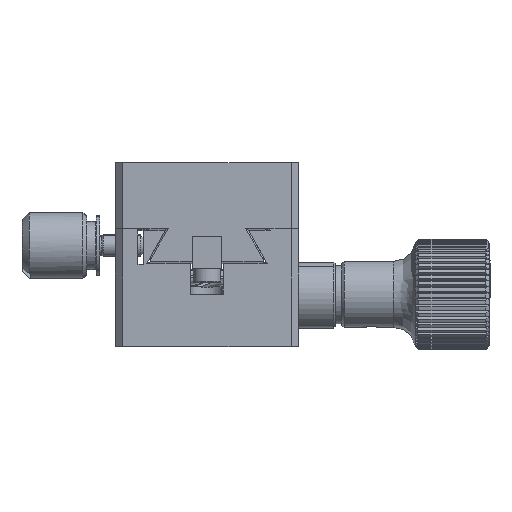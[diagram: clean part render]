
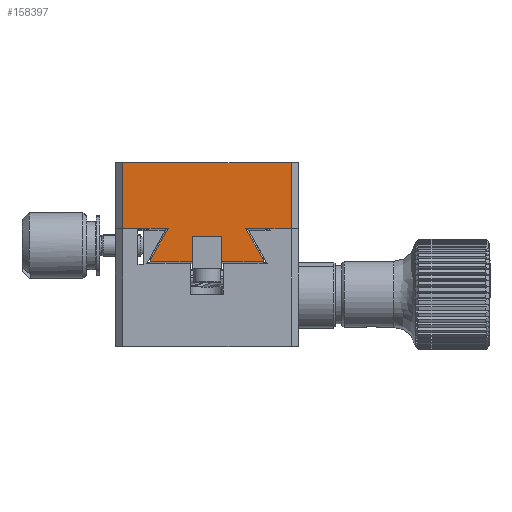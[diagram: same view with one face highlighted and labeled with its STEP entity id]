
A CAD part, top view. The second image highlights one B-rep face of the part: STEP entity #158397.
In plain terms, the highlighted planar face has unit normal (0, 0, 1).
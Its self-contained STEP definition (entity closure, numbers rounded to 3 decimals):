
#4794 = DIRECTION ( 'NONE',  ( 0.5, -0.866, 0. ) ) ;
#7602 = EDGE_CURVE ( 'NONE', #243079, #76562, #33720, .T. ) ;
#8912 = DIRECTION ( 'NONE',  ( -1., 0., 0. ) ) ;
#8993 = VECTOR ( 'NONE', #110586, 1000. ) ;
#10546 = DIRECTION ( 'NONE',  ( -1., 0., 0. ) ) ;
#11324 = CARTESIAN_POINT ( 'NONE',  ( -11.5, 26., 149.645 ) ) ;
#13828 = CARTESIAN_POINT ( 'NONE',  ( 2., 15.9, 149.645 ) ) ;
#16120 = VERTEX_POINT ( 'NONE', #13828 ) ;
#17793 = EDGE_CURVE ( 'NONE', #152934, #161415, #24591, .T. ) ;
#18404 = PLANE ( 'NONE',  #207800 ) ;
#24153 = LINE ( 'NONE', #176320, #245801 ) ;
#24591 = LINE ( 'NONE', #63240, #158434 ) ;
#25038 = VERTEX_POINT ( 'NONE', #145455 ) ;
#30735 = ORIENTED_EDGE ( 'NONE', *, *, #75717, .F. ) ;
#31808 = LINE ( 'NONE', #164007, #112155 ) ;
#33720 = LINE ( 'NONE', #49933, #202043 ) ;
#34452 = VECTOR ( 'NONE', #4794, 1000. ) ;
#34475 = LINE ( 'NONE', #74357, #8993 ) ;
#36482 = CARTESIAN_POINT ( 'NONE',  ( 2., 12.5, 149.645 ) ) ;
#39600 = DIRECTION ( 'NONE',  ( 0., 0., -1. ) ) ;
#40334 = VERTEX_POINT ( 'NONE', #118830 ) ;
#40839 = DIRECTION ( 'NONE',  ( -1., 0., 0. ) ) ;
#41532 = ORIENTED_EDGE ( 'NONE', *, *, #195215, .F. ) ;
#48277 = EDGE_LOOP ( 'NONE', ( #167005, #181103, #209012, #75562, #210848, #41532, #109363, #63317, #158139, #84502, #30735, #50442, #151338, #116110 ) ) ;
#48461 = EDGE_CURVE ( 'NONE', #58774, #227930, #88067, .T. ) ;
#49933 = CARTESIAN_POINT ( 'NONE',  ( -2., 26., 149.645 ) ) ;
#50442 = ORIENTED_EDGE ( 'NONE', *, *, #89406, .T. ) ;
#51499 = CARTESIAN_POINT ( 'NONE',  ( 11.5, 26., 149.645 ) ) ;
#58774 = VERTEX_POINT ( 'NONE', #92247 ) ;
#60156 = DIRECTION ( 'NONE',  ( 0., 1., 0. ) ) ;
#60821 = EDGE_CURVE ( 'NONE', #71794, #219195, #31808, .T. ) ;
#62719 = CARTESIAN_POINT ( 'NONE',  ( -2., 15.9, 149.645 ) ) ;
#63240 = CARTESIAN_POINT ( 'NONE',  ( -7.698, 12.5, 149.645 ) ) ;
#63317 = ORIENTED_EDGE ( 'NONE', *, *, #77771, .T. ) ;
#65862 = DIRECTION ( 'NONE',  ( 0.5, 0.866, 0. ) ) ;
#71794 = VERTEX_POINT ( 'NONE', #94863 ) ;
#74357 = CARTESIAN_POINT ( 'NONE',  ( 0., 12.5, 149.645 ) ) ;
#75562 = ORIENTED_EDGE ( 'NONE', *, *, #7602, .F. ) ;
#75717 = EDGE_CURVE ( 'NONE', #244311, #58774, #224864, .T. ) ;
#75781 = CARTESIAN_POINT ( 'NONE',  ( -2., 12.5, 149.645 ) ) ;
#76562 = VERTEX_POINT ( 'NONE', #75781 ) ;
#77031 = FACE_OUTER_BOUND ( 'NONE', #48277, .T. ) ;
#77771 = EDGE_CURVE ( 'NONE', #25038, #211807, #211096, .T. ) ;
#78339 = EDGE_CURVE ( 'NONE', #76562, #161415, #179780, .T. ) ;
#82124 = CARTESIAN_POINT ( 'NONE',  ( 5.269, 17., 149.645 ) ) ;
#84502 = ORIENTED_EDGE ( 'NONE', *, *, #48461, .F. ) ;
#88067 = LINE ( 'NONE', #182832, #222147 ) ;
#89406 = EDGE_CURVE ( 'NONE', #244311, #219195, #221996, .T. ) ;
#92247 = CARTESIAN_POINT ( 'NONE',  ( 11.5, 17., 149.645 ) ) ;
#94510 = CARTESIAN_POINT ( 'NONE',  ( 0., 26., 149.645 ) ) ;
#94863 = CARTESIAN_POINT ( 'NONE',  ( -11.5, 17., 149.645 ) ) ;
#97633 = CARTESIAN_POINT ( 'NONE',  ( -7.698, 12.793, 149.645 ) ) ;
#98398 = LINE ( 'NONE', #174461, #171047 ) ;
#107860 = LINE ( 'NONE', #146495, #168232 ) ;
#108663 = EDGE_CURVE ( 'NONE', #152934, #40334, #98398, .T. ) ;
#109363 = ORIENTED_EDGE ( 'NONE', *, *, #206972, .F. ) ;
#110586 = DIRECTION ( 'NONE',  ( -1., 0., 0. ) ) ;
#112155 = VECTOR ( 'NONE', #131535, 1000. ) ;
#116110 = ORIENTED_EDGE ( 'NONE', *, *, #162248, .F. ) ;
#118830 = CARTESIAN_POINT ( 'NONE',  ( -5.269, 17., 149.645 ) ) ;
#120193 = VECTOR ( 'NONE', #60156, 1000. ) ;
#123772 = LINE ( 'NONE', #199824, #200205 ) ;
#126048 = DIRECTION ( 'NONE',  ( 0., -1., 0. ) ) ;
#127222 = DIRECTION ( 'NONE',  ( -1., 0., 0. ) ) ;
#131535 = DIRECTION ( 'NONE',  ( 0., 1., 0. ) ) ;
#139496 = LINE ( 'NONE', #82124, #34452 ) ;
#145455 = CARTESIAN_POINT ( 'NONE',  ( 7.698, 12.5, 149.645 ) ) ;
#146495 = CARTESIAN_POINT ( 'NONE',  ( 0., 17., 149.645 ) ) ;
#148645 = DIRECTION ( 'NONE',  ( -1., 0., 0. ) ) ;
#150245 = CARTESIAN_POINT ( 'NONE',  ( 7.698, 12.793, 149.645 ) ) ;
#151338 = ORIENTED_EDGE ( 'NONE', *, *, #60821, .F. ) ;
#152934 = VERTEX_POINT ( 'NONE', #97633 ) ;
#157410 = CARTESIAN_POINT ( 'NONE',  ( 0., 12.5, 149.645 ) ) ;
#158139 = ORIENTED_EDGE ( 'NONE', *, *, #222536, .F. ) ;
#158397 = ADVANCED_FACE ( 'NONE', ( #77031 ), #18404, .F. ) ;
#158434 = VECTOR ( 'NONE', #176747, 1000. ) ;
#161415 = VERTEX_POINT ( 'NONE', #190346 ) ;
#162248 = EDGE_CURVE ( 'NONE', #40334, #71794, #107860, .T. ) ;
#164007 = CARTESIAN_POINT ( 'NONE',  ( -11.5, 26., 149.645 ) ) ;
#164621 = CARTESIAN_POINT ( 'NONE',  ( -12.5, 26., 149.645 ) ) ;
#167005 = ORIENTED_EDGE ( 'NONE', *, *, #108663, .F. ) ;
#168232 = VECTOR ( 'NONE', #10546, 1000. ) ;
#171047 = VECTOR ( 'NONE', #65862, 1000. ) ;
#174461 = CARTESIAN_POINT ( 'NONE',  ( -7.698, 12.793, 149.645 ) ) ;
#176320 = CARTESIAN_POINT ( 'NONE',  ( 2., 26., 149.645 ) ) ;
#176747 = DIRECTION ( 'NONE',  ( 0., -1., 0. ) ) ;
#179780 = LINE ( 'NONE', #157410, #203270 ) ;
#181103 = ORIENTED_EDGE ( 'NONE', *, *, #17793, .T. ) ;
#182832 = CARTESIAN_POINT ( 'NONE',  ( 5.5, 17., 149.645 ) ) ;
#184958 = DIRECTION ( 'NONE',  ( 0., -1., 0. ) ) ;
#187806 = VERTEX_POINT ( 'NONE', #36482 ) ;
#190346 = CARTESIAN_POINT ( 'NONE',  ( -7.698, 12.5, 149.645 ) ) ;
#191139 = CARTESIAN_POINT ( 'NONE',  ( 7.698, 12.5, 149.645 ) ) ;
#195215 = EDGE_CURVE ( 'NONE', #187806, #16120, #24153, .T. ) ;
#199824 = CARTESIAN_POINT ( 'NONE',  ( 0., 15.9, 149.645 ) ) ;
#200205 = VECTOR ( 'NONE', #148645, 1000. ) ;
#202043 = VECTOR ( 'NONE', #126048, 1000. ) ;
#203270 = VECTOR ( 'NONE', #8912, 1000. ) ;
#204046 = DIRECTION ( 'NONE',  ( -1., 0., 0. ) ) ;
#206581 = CARTESIAN_POINT ( 'NONE',  ( 5.269, 17., 149.645 ) ) ;
#206972 = EDGE_CURVE ( 'NONE', #25038, #187806, #34475, .T. ) ;
#207800 = AXIS2_PLACEMENT_3D ( 'NONE', #94510, #39600, #40839 ) ;
#208944 = EDGE_CURVE ( 'NONE', #16120, #243079, #123772, .T. ) ;
#209012 = ORIENTED_EDGE ( 'NONE', *, *, #78339, .F. ) ;
#210848 = ORIENTED_EDGE ( 'NONE', *, *, #208944, .F. ) ;
#211096 = LINE ( 'NONE', #191139, #120193 ) ;
#211807 = VERTEX_POINT ( 'NONE', #150245 ) ;
#215324 = VECTOR ( 'NONE', #127222, 1000. ) ;
#219195 = VERTEX_POINT ( 'NONE', #11324 ) ;
#221996 = LINE ( 'NONE', #164621, #215324 ) ;
#222147 = VECTOR ( 'NONE', #204046, 1000. ) ;
#222536 = EDGE_CURVE ( 'NONE', #227930, #211807, #139496, .T. ) ;
#224864 = LINE ( 'NONE', #51499, #225335 ) ;
#225335 = VECTOR ( 'NONE', #184958, 1000. ) ;
#227930 = VERTEX_POINT ( 'NONE', #206581 ) ;
#232470 = DIRECTION ( 'NONE',  ( 0., 1., 0. ) ) ;
#233899 = CARTESIAN_POINT ( 'NONE',  ( 11.5, 26., 149.645 ) ) ;
#243079 = VERTEX_POINT ( 'NONE', #62719 ) ;
#244311 = VERTEX_POINT ( 'NONE', #233899 ) ;
#245801 = VECTOR ( 'NONE', #232470, 1000. ) ;
